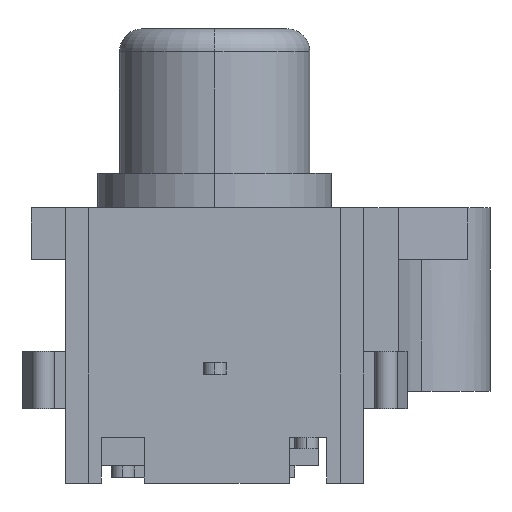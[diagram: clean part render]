
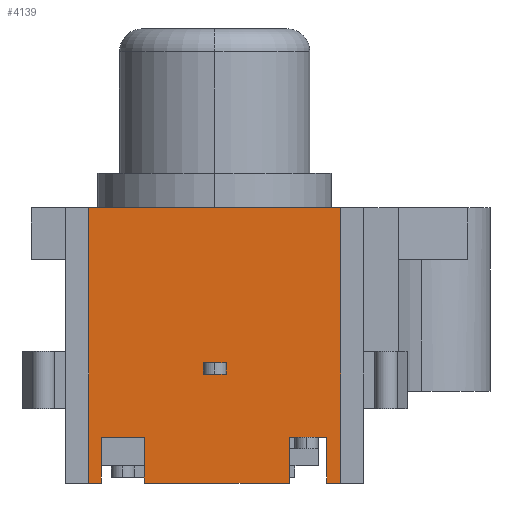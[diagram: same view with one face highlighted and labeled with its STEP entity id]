
A CAD part, front view. The second image highlights one B-rep face of the part: STEP entity #4139.
In plain terms, the highlighted face is planar.
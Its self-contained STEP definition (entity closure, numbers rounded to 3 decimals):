
#14 = LINE ( 'NONE', #5464, #3484 ) ;
#143 = ORIENTED_EDGE ( 'NONE', *, *, #947, .F. ) ;
#226 = CARTESIAN_POINT ( 'NONE',  ( 13.25, 3.252, 1.25 ) ) ;
#395 = EDGE_CURVE ( 'NONE', #2522, #3624, #4118, .T. ) ;
#449 = CARTESIAN_POINT ( 'NONE',  ( 13.25, 3.5, 1.25 ) ) ;
#479 = DIRECTION ( 'NONE',  ( 0., -1., 0. ) ) ;
#493 = VERTEX_POINT ( 'NONE', #3872 ) ;
#540 = CARTESIAN_POINT ( 'NONE',  ( 13.25, -5.5, -0.75 ) ) ;
#617 = LINE ( 'NONE', #540, #2842 ) ;
#643 = VECTOR ( 'NONE', #2403, 1000. ) ;
#684 = CARTESIAN_POINT ( 'NONE',  ( 13.25, 3.252, 1.25 ) ) ;
#917 = VERTEX_POINT ( 'NONE', #4240 ) ;
#947 = EDGE_CURVE ( 'NONE', #917, #6726, #2650, .T. ) ;
#969 = CARTESIAN_POINT ( 'NONE',  ( 13.25, 4.882, -0.75 ) ) ;
#1117 = LINE ( 'NONE', #5828, #1628 ) ;
#1135 = VERTEX_POINT ( 'NONE', #1833 ) ;
#1136 = LINE ( 'NONE', #684, #3733 ) ;
#1168 = ORIENTED_EDGE ( 'NONE', *, *, #2318, .F. ) ;
#1245 = CARTESIAN_POINT ( 'NONE',  ( 13.25, 4.882, 1.25 ) ) ;
#1336 = CARTESIAN_POINT ( 'NONE',  ( 13.25, 5.5, -0.75 ) ) ;
#1414 = VECTOR ( 'NONE', #7116, 1000. ) ;
#1426 = CARTESIAN_POINT ( 'NONE',  ( 13.25, 0.5, 4.5 ) ) ;
#1452 = ORIENTED_EDGE ( 'NONE', *, *, #2716, .F. ) ;
#1550 = VECTOR ( 'NONE', #5479, 1000. ) ;
#1568 = DIRECTION ( 'NONE',  ( 0., 1., 0. ) ) ;
#1590 = CARTESIAN_POINT ( 'NONE',  ( 13.25, -0.5, 4. ) ) ;
#1604 = ORIENTED_EDGE ( 'NONE', *, *, #4312, .F. ) ;
#1628 = VECTOR ( 'NONE', #2410, 1000. ) ;
#1642 = DIRECTION ( 'NONE',  ( 0., -1., 0. ) ) ;
#1669 = EDGE_CURVE ( 'NONE', #4426, #2478, #7392, .T. ) ;
#1694 = ORIENTED_EDGE ( 'NONE', *, *, #3308, .T. ) ;
#1811 = EDGE_CURVE ( 'NONE', #3929, #3350, #1117, .T. ) ;
#1833 = CARTESIAN_POINT ( 'NONE',  ( 13.25, -4.943, -0.75 ) ) ;
#1909 = EDGE_CURVE ( 'NONE', #2338, #5142, #14, .T. ) ;
#1926 = DIRECTION ( 'NONE',  ( 0., 0., -1. ) ) ;
#1988 = VERTEX_POINT ( 'NONE', #6648 ) ;
#2020 = CARTESIAN_POINT ( 'NONE',  ( 13.25, -0.5, 4. ) ) ;
#2031 = DIRECTION ( 'NONE',  ( 0., -1., 0. ) ) ;
#2058 = CARTESIAN_POINT ( 'NONE',  ( 13.25, 0.5, 4. ) ) ;
#2180 = EDGE_CURVE ( 'NONE', #3929, #3084, #6719, .T. ) ;
#2185 = ORIENTED_EDGE ( 'NONE', *, *, #395, .T. ) ;
#2220 = CARTESIAN_POINT ( 'NONE',  ( 13.25, 5.5, 11.25 ) ) ;
#2226 = LINE ( 'NONE', #7058, #3962 ) ;
#2318 = EDGE_CURVE ( 'NONE', #2522, #2338, #4992, .T. ) ;
#2338 = VERTEX_POINT ( 'NONE', #2220 ) ;
#2384 = LINE ( 'NONE', #1245, #6337 ) ;
#2403 = DIRECTION ( 'NONE',  ( 0., 0., -1. ) ) ;
#2410 = DIRECTION ( 'NONE',  ( 0., -1., 0. ) ) ;
#2427 = CARTESIAN_POINT ( 'NONE',  ( 13.25, 4.5, 1.25 ) ) ;
#2473 = CARTESIAN_POINT ( 'NONE',  ( 13.25, -3.065, 1.25 ) ) ;
#2478 = VERTEX_POINT ( 'NONE', #449 ) ;
#2522 = VERTEX_POINT ( 'NONE', #6382 ) ;
#2545 = LINE ( 'NONE', #5544, #1550 ) ;
#2559 = DIRECTION ( 'NONE',  ( 0., 0., -1. ) ) ;
#2588 = ORIENTED_EDGE ( 'NONE', *, *, #2180, .T. ) ;
#2595 = CARTESIAN_POINT ( 'NONE',  ( 13.25, -4.943, 1.25 ) ) ;
#2633 = CARTESIAN_POINT ( 'NONE',  ( 13.25, 0.5, 4. ) ) ;
#2650 = LINE ( 'NONE', #2058, #3513 ) ;
#2675 = DIRECTION ( 'NONE',  ( 0., -1., 0. ) ) ;
#2716 = EDGE_CURVE ( 'NONE', #2478, #5837, #4929, .T. ) ;
#2842 = VECTOR ( 'NONE', #4035, 1000. ) ;
#2853 = ORIENTED_EDGE ( 'NONE', *, *, #5950, .F. ) ;
#2855 = VERTEX_POINT ( 'NONE', #1590 ) ;
#2880 = EDGE_CURVE ( 'NONE', #1135, #3624, #617, .T. ) ;
#2934 = VECTOR ( 'NONE', #2675, 1000. ) ;
#3062 = DIRECTION ( 'NONE',  ( 0., 0., -1. ) ) ;
#3084 = VERTEX_POINT ( 'NONE', #5758 ) ;
#3129 = VECTOR ( 'NONE', #7199, 1000. ) ;
#3256 = EDGE_LOOP ( 'NONE', ( #1694, #5316, #1604, #143 ) ) ;
#3308 = EDGE_CURVE ( 'NONE', #917, #2855, #7302, .T. ) ;
#3311 = ORIENTED_EDGE ( 'NONE', *, *, #5019, .F. ) ;
#3350 = VERTEX_POINT ( 'NONE', #6725 ) ;
#3384 = CARTESIAN_POINT ( 'NONE',  ( 13.25, -3.065, -0.75 ) ) ;
#3484 = VECTOR ( 'NONE', #3062, 1000. ) ;
#3513 = VECTOR ( 'NONE', #4435, 1000. ) ;
#3586 = EDGE_CURVE ( 'NONE', #493, #3084, #6418, .T. ) ;
#3594 = EDGE_CURVE ( 'NONE', #5798, #4426, #4561, .T. ) ;
#3622 = DIRECTION ( 'NONE',  ( -1., 0., 0. ) ) ;
#3624 = VERTEX_POINT ( 'NONE', #4398 ) ;
#3672 = ORIENTED_EDGE ( 'NONE', *, *, #1909, .F. ) ;
#3733 = VECTOR ( 'NONE', #1926, 1000. ) ;
#3792 = ORIENTED_EDGE ( 'NONE', *, *, #6956, .T. ) ;
#3872 = CARTESIAN_POINT ( 'NONE',  ( 13.25, 3.252, -0.75 ) ) ;
#3929 = VERTEX_POINT ( 'NONE', #2473 ) ;
#3962 = VECTOR ( 'NONE', #479, 1000. ) ;
#4032 = CARTESIAN_POINT ( 'NONE',  ( 13.25, 3.252, 1.25 ) ) ;
#4035 = DIRECTION ( 'NONE',  ( 0., -1., 0. ) ) ;
#4077 = AXIS2_PLACEMENT_3D ( 'NONE', #6540, #3622, #5956 ) ;
#4118 = LINE ( 'NONE', #6453, #1414 ) ;
#4139 = ADVANCED_FACE ( 'NONE', ( #7044, #6023 ), #5468, .F. ) ;
#4156 = CARTESIAN_POINT ( 'NONE',  ( 13.25, -3.065, 1.25 ) ) ;
#4240 = CARTESIAN_POINT ( 'NONE',  ( 13.25, 0.5, 4. ) ) ;
#4311 = DIRECTION ( 'NONE',  ( 0., 0., 1. ) ) ;
#4312 = EDGE_CURVE ( 'NONE', #6726, #1988, #2226, .T. ) ;
#4398 = CARTESIAN_POINT ( 'NONE',  ( 13.25, -5.5, -0.75 ) ) ;
#4426 = VERTEX_POINT ( 'NONE', #2427 ) ;
#4435 = DIRECTION ( 'NONE',  ( 0., 0., 1. ) ) ;
#4438 = EDGE_LOOP ( 'NONE', ( #2185, #7258, #2853, #7457, #2588, #5992, #3311, #1452, #5913, #6806, #3792, #7444, #3672, #1168 ) ) ;
#4561 = LINE ( 'NONE', #5728, #4938 ) ;
#4788 = DIRECTION ( 'NONE',  ( 0., 0., -1. ) ) ;
#4929 = LINE ( 'NONE', #7234, #3129 ) ;
#4938 = VECTOR ( 'NONE', #7480, 1000. ) ;
#4992 = LINE ( 'NONE', #6872, #5465 ) ;
#5019 = EDGE_CURVE ( 'NONE', #5837, #493, #1136, .T. ) ;
#5086 = VECTOR ( 'NONE', #4311, 1000. ) ;
#5142 = VERTEX_POINT ( 'NONE', #1336 ) ;
#5174 = VERTEX_POINT ( 'NONE', #969 ) ;
#5316 = ORIENTED_EDGE ( 'NONE', *, *, #5525, .T. ) ;
#5464 = CARTESIAN_POINT ( 'NONE',  ( 13.25, 5.5, 11.25 ) ) ;
#5465 = VECTOR ( 'NONE', #1568, 1000. ) ;
#5468 = PLANE ( 'NONE',  #4077 ) ;
#5479 = DIRECTION ( 'NONE',  ( 0., -1., 0. ) ) ;
#5494 = LINE ( 'NONE', #2595, #7178 ) ;
#5525 = EDGE_CURVE ( 'NONE', #2855, #1988, #6613, .T. ) ;
#5544 = CARTESIAN_POINT ( 'NONE',  ( 13.25, 4.882, -0.75 ) ) ;
#5728 = CARTESIAN_POINT ( 'NONE',  ( 13.25, 3.252, 1.25 ) ) ;
#5758 = CARTESIAN_POINT ( 'NONE',  ( 13.25, -3.065, -0.75 ) ) ;
#5773 = VECTOR ( 'NONE', #1642, 1000. ) ;
#5798 = VERTEX_POINT ( 'NONE', #6994 ) ;
#5828 = CARTESIAN_POINT ( 'NONE',  ( 13.25, -3.065, 1.25 ) ) ;
#5837 = VERTEX_POINT ( 'NONE', #4032 ) ;
#5913 = ORIENTED_EDGE ( 'NONE', *, *, #1669, .F. ) ;
#5950 = EDGE_CURVE ( 'NONE', #3350, #1135, #5494, .T. ) ;
#5956 = DIRECTION ( 'NONE',  ( 0., 0., 1. ) ) ;
#5992 = ORIENTED_EDGE ( 'NONE', *, *, #3586, .F. ) ;
#6023 = FACE_BOUND ( 'NONE', #3256, .T. ) ;
#6049 = VECTOR ( 'NONE', #2031, 1000. ) ;
#6337 = VECTOR ( 'NONE', #4788, 1000. ) ;
#6382 = CARTESIAN_POINT ( 'NONE',  ( 13.25, -5.5, 11.25 ) ) ;
#6418 = LINE ( 'NONE', #3384, #5773 ) ;
#6453 = CARTESIAN_POINT ( 'NONE',  ( 13.25, -5.5, 11.25 ) ) ;
#6540 = CARTESIAN_POINT ( 'NONE',  ( 13.25, -5.5, 11.25 ) ) ;
#6613 = LINE ( 'NONE', #2020, #5086 ) ;
#6648 = CARTESIAN_POINT ( 'NONE',  ( 13.25, -0.5, 4.5 ) ) ;
#6719 = LINE ( 'NONE', #4156, #643 ) ;
#6725 = CARTESIAN_POINT ( 'NONE',  ( 13.25, -4.943, 1.25 ) ) ;
#6726 = VERTEX_POINT ( 'NONE', #1426 ) ;
#6806 = ORIENTED_EDGE ( 'NONE', *, *, #3594, .F. ) ;
#6872 = CARTESIAN_POINT ( 'NONE',  ( 13.25, -5.5, 11.25 ) ) ;
#6956 = EDGE_CURVE ( 'NONE', #5798, #5174, #2384, .T. ) ;
#6994 = CARTESIAN_POINT ( 'NONE',  ( 13.25, 4.882, 1.25 ) ) ;
#7044 = FACE_OUTER_BOUND ( 'NONE', #4438, .T. ) ;
#7058 = CARTESIAN_POINT ( 'NONE',  ( 13.25, 0.5, 4.5 ) ) ;
#7116 = DIRECTION ( 'NONE',  ( 0., 0., -1. ) ) ;
#7143 = EDGE_CURVE ( 'NONE', #5142, #5174, #2545, .T. ) ;
#7178 = VECTOR ( 'NONE', #2559, 1000. ) ;
#7199 = DIRECTION ( 'NONE',  ( 0., -1., 0. ) ) ;
#7234 = CARTESIAN_POINT ( 'NONE',  ( 13.25, 3.252, 1.25 ) ) ;
#7258 = ORIENTED_EDGE ( 'NONE', *, *, #2880, .F. ) ;
#7302 = LINE ( 'NONE', #2633, #2934 ) ;
#7392 = LINE ( 'NONE', #226, #6049 ) ;
#7444 = ORIENTED_EDGE ( 'NONE', *, *, #7143, .F. ) ;
#7457 = ORIENTED_EDGE ( 'NONE', *, *, #1811, .F. ) ;
#7480 = DIRECTION ( 'NONE',  ( 0., -1., 0. ) ) ;
